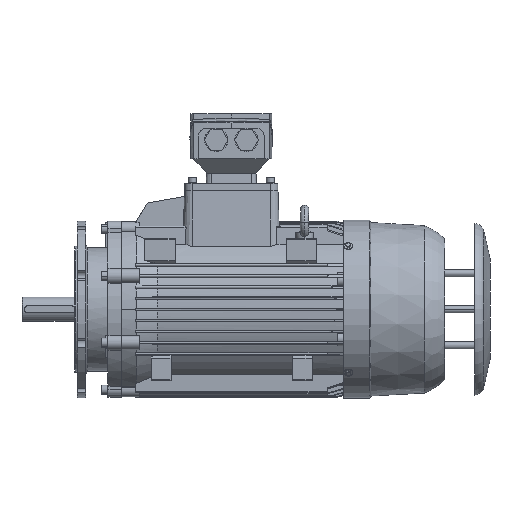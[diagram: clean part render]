
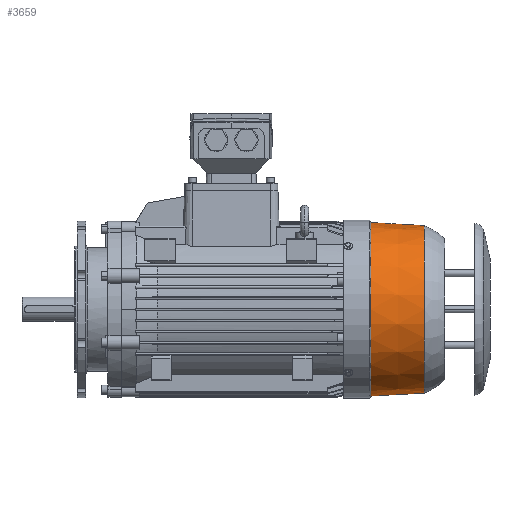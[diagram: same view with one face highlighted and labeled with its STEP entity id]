
A CAD part, front view. The second image highlights one B-rep face of the part: STEP entity #3659.
In plain terms, the highlighted conical face has half-angle 3.225 degrees and reference radius 169 mm.
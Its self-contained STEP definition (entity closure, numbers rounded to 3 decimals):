
#3659=ADVANCED_FACE('',(#8505),#8506,.T.);
#8505=FACE_OUTER_BOUND('',#15325,.T.);
#8506=CONICAL_SURFACE('',#15326,169.0,0.056);
#15325=EDGE_LOOP('',(#24188,#24189,#24190,#24191));
#15326=AXIS2_PLACEMENT_3D('',#24192,#24193,#24194);
#24188=ORIENTED_EDGE('',*,*,#42416,.F.);
#24189=ORIENTED_EDGE('',*,*,#42417,.T.);
#24190=ORIENTED_EDGE('',*,*,#42418,.F.);
#24191=ORIENTED_EDGE('',*,*,#42419,.F.);
#24192=CARTESIAN_POINT('',(548.25,0.0,0.0));
#24193=DIRECTION('',(-1.0,-0.0,0.0));
#24194=DIRECTION('',(0.0,0.0,1.0));
#42416=EDGE_CURVE('',#50989,#50983,#50990,.T.);
#42417=EDGE_CURVE('',#50989,#50991,#50992,.T.);
#42418=EDGE_CURVE('',#50980,#50991,#50993,.T.);
#42419=EDGE_CURVE('',#50983,#50980,#50994,.T.);
#50980=VERTEX_POINT('',#64120);
#50983=VERTEX_POINT('',#64123);
#50989=VERTEX_POINT('',#64129);
#50990=LINE('',#64130,#64131);
#50991=VERTEX_POINT('',#64132);
#50992=CIRCLE('',#64133,172.0);
#50993=LINE('',#64134,#64135);
#50994=CIRCLE('',#64136,166.0);
#64120=CARTESIAN_POINT('',(601.5,0.,-166.0));
#64123=CARTESIAN_POINT('',(601.5,0.0,166.0));
#64129=CARTESIAN_POINT('',(495.0,0.0,172.0));
#64130=CARTESIAN_POINT('',(548.25,0.,169.0));
#64131=VECTOR('',#83219,1.0);
#64132=CARTESIAN_POINT('',(495.0,0.,-172.0));
#64133=AXIS2_PLACEMENT_3D('',#83220,#83221,#83222);
#64134=CARTESIAN_POINT('',(548.25,0.,-169.0));
#64135=VECTOR('',#83223,1.0);
#64136=AXIS2_PLACEMENT_3D('',#83224,#83225,#83226);
#83219=DIRECTION('',(0.998,0.,-0.056));
#83220=CARTESIAN_POINT('',(495.0,0.0,0.0));
#83221=DIRECTION('',(1.0,0.0,-0.0));
#83222=DIRECTION('',(0.0,0.0,1.0));
#83223=DIRECTION('',(-0.998,0.,-0.056));
#83224=CARTESIAN_POINT('',(601.5,0.0,0.0));
#83225=DIRECTION('',(1.0,0.0,-0.0));
#83226=DIRECTION('',(0.0,0.0,1.0));
